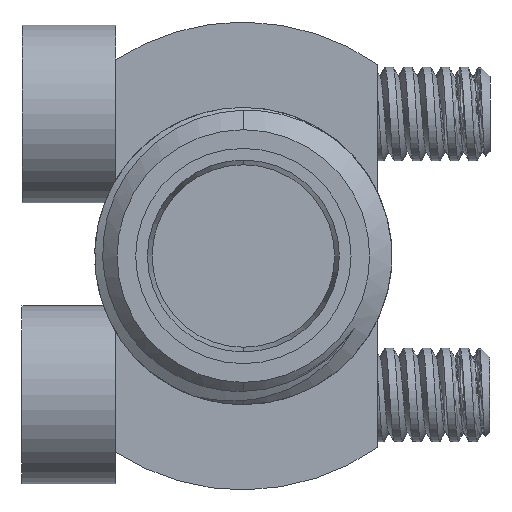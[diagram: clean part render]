
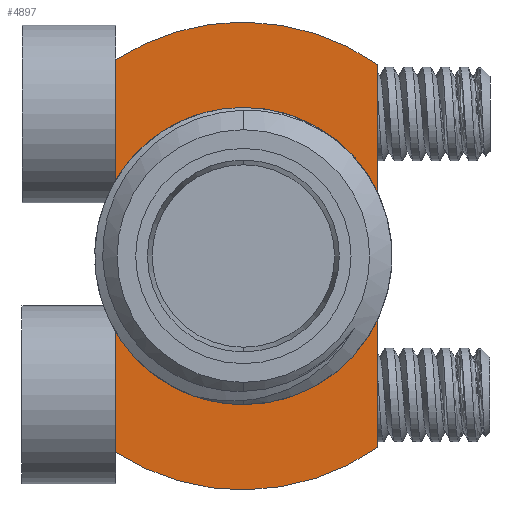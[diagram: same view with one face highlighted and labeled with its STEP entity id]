
A CAD part, left-side view. The second image highlights one B-rep face of the part: STEP entity #4897.
In plain terms, the highlighted planar face has unit normal (-1, 0, 0).
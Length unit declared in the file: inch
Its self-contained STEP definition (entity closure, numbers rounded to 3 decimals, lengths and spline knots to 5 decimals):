
#97 = DIRECTION ( 'NONE',  ( 0., 0., -1. ) ) ;
#142 = ORIENTED_EDGE ( 'NONE', *, *, #3289, .F. ) ;
#231 = CARTESIAN_POINT ( 'NONE',  ( 0.37424, -0.11299, 0.16095 ) ) ;
#246 = DIRECTION ( 'NONE',  ( 0., 0., -1. ) ) ;
#273 = ORIENTED_EDGE ( 'NONE', *, *, #6229, .F. ) ;
#283 = EDGE_LOOP ( 'NONE', ( #273, #384, #1008, #3062, #5185, #4273, #142, #3437, #6496, #960, #3640, #2206, #542, #4873, #3271 ) ) ;
#312 = EDGE_CURVE ( 'NONE', #4023, #3788, #546, .T. ) ;
#318 = EDGE_CURVE ( 'NONE', #2187, #1695, #3755, .T. ) ;
#326 = DIRECTION ( 'NONE',  ( 0., 1., 0. ) ) ;
#343 = VECTOR ( 'NONE', #3275, 39.37008 ) ;
#344 = DIRECTION ( 'NONE',  ( 0., 0., 1. ) ) ;
#364 = VERTEX_POINT ( 'NONE', #2012 ) ;
#368 = AXIS2_PLACEMENT_3D ( 'NONE', #3177, #6284, #3107 ) ;
#384 = ORIENTED_EDGE ( 'NONE', *, *, #5700, .F. ) ;
#397 = VECTOR ( 'NONE', #1489, 39.37008 ) ;
#430 = EDGE_CURVE ( 'NONE', #2313, #4023, #2265, .T. ) ;
#467 = VERTEX_POINT ( 'NONE', #5061 ) ;
#525 = LINE ( 'NONE', #4568, #1640 ) ;
#542 = ORIENTED_EDGE ( 'NONE', *, *, #2019, .F. ) ;
#546 = LINE ( 'NONE', #2403, #397 ) ;
#623 = CARTESIAN_POINT ( 'NONE',  ( 0.37424, 0., 0. ) ) ;
#634 = DIRECTION ( 'NONE',  ( 0., 0., -1. ) ) ;
#708 = AXIS2_PLACEMENT_3D ( 'NONE', #5590, #1634, #6163 ) ;
#822 = VECTOR ( 'NONE', #634, 39.37008 ) ;
#877 = DIRECTION ( 'NONE',  ( 0., 0., -1. ) ) ;
#960 = ORIENTED_EDGE ( 'NONE', *, *, #4738, .F. ) ;
#993 = AXIS2_PLACEMENT_3D ( 'NONE', #6423, #4422, #5351 ) ;
#1007 = CARTESIAN_POINT ( 'NONE',  ( 0.37424, 0., 0. ) ) ;
#1008 = ORIENTED_EDGE ( 'NONE', *, *, #1981, .T. ) ;
#1124 = CIRCLE ( 'NONE', #5551, 0.1063 ) ;
#1229 = EDGE_CURVE ( 'NONE', #5809, #2313, #1124, .T. ) ;
#1303 = LINE ( 'NONE', #3223, #2121 ) ;
#1337 = DIRECTION ( 'NONE',  ( 0., 0., 1. ) ) ;
#1401 = CARTESIAN_POINT ( 'NONE',  ( 0.37424, 0., 0.1063 ) ) ;
#1489 = DIRECTION ( 'NONE',  ( 0., 1., 0. ) ) ;
#1509 = EDGE_CURVE ( 'NONE', #1695, #4620, #2131, .T. ) ;
#1521 = DIRECTION ( 'NONE',  ( 0., 0., 1. ) ) ;
#1540 = AXIS2_PLACEMENT_3D ( 'NONE', #3398, #5951, #1521 ) ;
#1634 = DIRECTION ( 'NONE',  ( 1., 0., 0. ) ) ;
#1640 = VECTOR ( 'NONE', #3110, 39.37008 ) ;
#1695 = VERTEX_POINT ( 'NONE', #231 ) ;
#1830 = DIRECTION ( 'NONE',  ( 1., 0., 0. ) ) ;
#1851 = FACE_OUTER_BOUND ( 'NONE', #283, .T. ) ;
#1917 = CIRCLE ( 'NONE', #2971, 0.19685 ) ;
#1950 = LINE ( 'NONE', #4989, #2172 ) ;
#1981 = EDGE_CURVE ( 'NONE', #2775, #5809, #3971, .T. ) ;
#2012 = CARTESIAN_POINT ( 'NONE',  ( 0.37424, 0.10748, 0.04921 ) ) ;
#2019 = EDGE_CURVE ( 'NONE', #3544, #2187, #525, .T. ) ;
#2121 = VECTOR ( 'NONE', #326, 39.37008 ) ;
#2131 = LINE ( 'NONE', #2591, #822 ) ;
#2172 = VECTOR ( 'NONE', #2872, 39.37008 ) ;
#2187 = VERTEX_POINT ( 'NONE', #6482 ) ;
#2206 = ORIENTED_EDGE ( 'NONE', *, *, #318, .F. ) ;
#2214 = LINE ( 'NONE', #6254, #343 ) ;
#2265 = CIRCLE ( 'NONE', #5334, 0.1063 ) ;
#2313 = VERTEX_POINT ( 'NONE', #6019 ) ;
#2317 = CARTESIAN_POINT ( 'NONE',  ( 0.37424, 0., 0.19685 ) ) ;
#2401 = PLANE ( 'NONE',  #993 ) ;
#2403 = CARTESIAN_POINT ( 'NONE',  ( 0.37424, 0.09422, -0.04921 ) ) ;
#2591 = CARTESIAN_POINT ( 'NONE',  ( 0.37424, -0.11299, -0.16095 ) ) ;
#2604 = CARTESIAN_POINT ( 'NONE',  ( 0.37424, 0.10748, 0.16492 ) ) ;
#2667 = CARTESIAN_POINT ( 'NONE',  ( 0.37424, 0., 0. ) ) ;
#2775 = VERTEX_POINT ( 'NONE', #3981 ) ;
#2872 = DIRECTION ( 'NONE',  ( 0., 0., 1. ) ) ;
#2875 = CARTESIAN_POINT ( 'NONE',  ( 0.37424, 0., 0. ) ) ;
#2878 = EDGE_CURVE ( 'NONE', #467, #6195, #4067, .T. ) ;
#2971 = AXIS2_PLACEMENT_3D ( 'NONE', #3240, #4752, #344 ) ;
#3062 = ORIENTED_EDGE ( 'NONE', *, *, #1229, .T. ) ;
#3107 = DIRECTION ( 'NONE',  ( 0., 0., 1. ) ) ;
#3110 = DIRECTION ( 'NONE',  ( 0., 0., -1. ) ) ;
#3177 = CARTESIAN_POINT ( 'NONE',  ( 0.37424, 0., 0. ) ) ;
#3223 = CARTESIAN_POINT ( 'NONE',  ( 0.37424, -0.00276, 0.04921 ) ) ;
#3240 = CARTESIAN_POINT ( 'NONE',  ( 0.37424, 0., 0. ) ) ;
#3271 = ORIENTED_EDGE ( 'NONE', *, *, #3638, .F. ) ;
#3275 = DIRECTION ( 'NONE',  ( 0., 0., 1. ) ) ;
#3282 = EDGE_CURVE ( 'NONE', #5560, #467, #5456, .T. ) ;
#3289 = EDGE_CURVE ( 'NONE', #6195, #3788, #1950, .T. ) ;
#3380 = CARTESIAN_POINT ( 'NONE',  ( 0.37424, 0.10748, -0.04921 ) ) ;
#3398 = CARTESIAN_POINT ( 'NONE',  ( 0.37424, 0., 0. ) ) ;
#3402 = CIRCLE ( 'NONE', #368, 0.19665 ) ;
#3437 = ORIENTED_EDGE ( 'NONE', *, *, #2878, .F. ) ;
#3544 = VERTEX_POINT ( 'NONE', #4299 ) ;
#3638 = EDGE_CURVE ( 'NONE', #5128, #4391, #1917, .T. ) ;
#3640 = ORIENTED_EDGE ( 'NONE', *, *, #1509, .F. ) ;
#3726 = AXIS2_PLACEMENT_3D ( 'NONE', #2875, #1830, #1337 ) ;
#3755 = CIRCLE ( 'NONE', #1540, 0.19665 ) ;
#3788 = VERTEX_POINT ( 'NONE', #3380 ) ;
#3971 = CIRCLE ( 'NONE', #4480, 0.1063 ) ;
#3972 = CARTESIAN_POINT ( 'NONE',  ( 0.37424, -0.11299, -0.16095 ) ) ;
#3981 = CARTESIAN_POINT ( 'NONE',  ( 0.37424, 0.09422, 0.04921 ) ) ;
#4023 = VERTEX_POINT ( 'NONE', #4609 ) ;
#4048 = CARTESIAN_POINT ( 'NONE',  ( 0.37424, -0.00276, -0.19663 ) ) ;
#4067 = CIRCLE ( 'NONE', #708, 0.19685 ) ;
#4107 = DIRECTION ( 'NONE',  ( 1., 0., 0. ) ) ;
#4273 = ORIENTED_EDGE ( 'NONE', *, *, #312, .T. ) ;
#4299 = CARTESIAN_POINT ( 'NONE',  ( 0.37424, -0.00276, 0.19683 ) ) ;
#4391 = VERTEX_POINT ( 'NONE', #2317 ) ;
#4422 = DIRECTION ( 'NONE',  ( -1., 0., 0. ) ) ;
#4480 = AXIS2_PLACEMENT_3D ( 'NONE', #1007, #4107, #97 ) ;
#4493 = EDGE_CURVE ( 'NONE', #4391, #3544, #5622, .T. ) ;
#4568 = CARTESIAN_POINT ( 'NONE',  ( 0.37424, -0.00276, -0.19683 ) ) ;
#4609 = CARTESIAN_POINT ( 'NONE',  ( 0.37424, 0.09422, -0.04921 ) ) ;
#4620 = VERTEX_POINT ( 'NONE', #3972 ) ;
#4658 = DIRECTION ( 'NONE',  ( 1., 0., 0. ) ) ;
#4738 = EDGE_CURVE ( 'NONE', #4620, #5560, #3402, .T. ) ;
#4752 = DIRECTION ( 'NONE',  ( 1., 0., 0. ) ) ;
#4873 = ORIENTED_EDGE ( 'NONE', *, *, #4493, .F. ) ;
#4897 = ADVANCED_FACE ( 'NONE', ( #1851 ), #2401, .T. ) ;
#4989 = CARTESIAN_POINT ( 'NONE',  ( 0.37424, 0.10748, 0.16492 ) ) ;
#5022 = VECTOR ( 'NONE', #877, 39.37008 ) ;
#5061 = CARTESIAN_POINT ( 'NONE',  ( 0.37424, -0.00276, -0.19683 ) ) ;
#5128 = VERTEX_POINT ( 'NONE', #2604 ) ;
#5185 = ORIENTED_EDGE ( 'NONE', *, *, #430, .T. ) ;
#5191 = CARTESIAN_POINT ( 'NONE',  ( 0.37424, 0.10748, -0.16492 ) ) ;
#5334 = AXIS2_PLACEMENT_3D ( 'NONE', #623, #5556, #6526 ) ;
#5351 = DIRECTION ( 'NONE',  ( 0., 0., 1. ) ) ;
#5456 = LINE ( 'NONE', #6488, #5022 ) ;
#5551 = AXIS2_PLACEMENT_3D ( 'NONE', #2667, #4658, #246 ) ;
#5556 = DIRECTION ( 'NONE',  ( 1., 0., 0. ) ) ;
#5560 = VERTEX_POINT ( 'NONE', #4048 ) ;
#5590 = CARTESIAN_POINT ( 'NONE',  ( 0.37424, 0., 0. ) ) ;
#5622 = CIRCLE ( 'NONE', #3726, 0.19685 ) ;
#5700 = EDGE_CURVE ( 'NONE', #2775, #364, #1303, .T. ) ;
#5809 = VERTEX_POINT ( 'NONE', #1401 ) ;
#5951 = DIRECTION ( 'NONE',  ( 1., 0., 0. ) ) ;
#6019 = CARTESIAN_POINT ( 'NONE',  ( 0.37424, 0., -0.1063 ) ) ;
#6163 = DIRECTION ( 'NONE',  ( 0., 0., 1. ) ) ;
#6195 = VERTEX_POINT ( 'NONE', #5191 ) ;
#6229 = EDGE_CURVE ( 'NONE', #364, #5128, #2214, .T. ) ;
#6254 = CARTESIAN_POINT ( 'NONE',  ( 0.37424, 0.10748, 0.16492 ) ) ;
#6284 = DIRECTION ( 'NONE',  ( 1., 0., 0. ) ) ;
#6423 = CARTESIAN_POINT ( 'NONE',  ( 0.37424, 0., 0. ) ) ;
#6482 = CARTESIAN_POINT ( 'NONE',  ( 0.37424, -0.00276, 0.19663 ) ) ;
#6488 = CARTESIAN_POINT ( 'NONE',  ( 0.37424, -0.00276, -0.19683 ) ) ;
#6496 = ORIENTED_EDGE ( 'NONE', *, *, #3282, .F. ) ;
#6526 = DIRECTION ( 'NONE',  ( 0., 0., -1. ) ) ;
